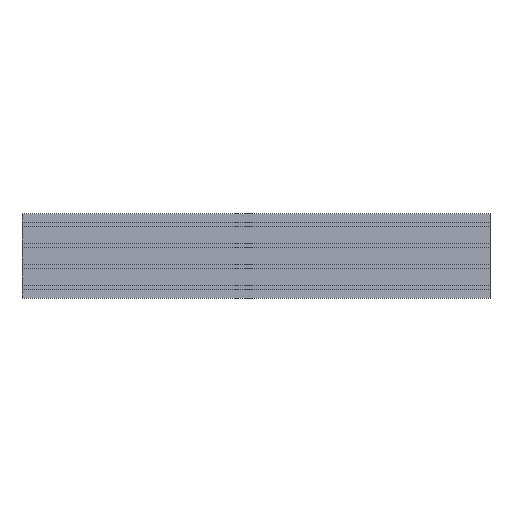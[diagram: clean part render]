
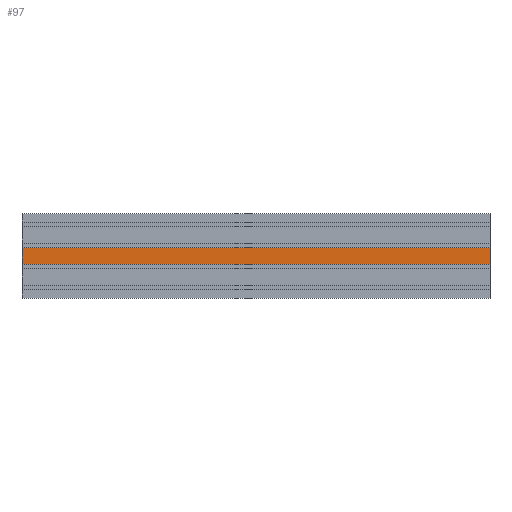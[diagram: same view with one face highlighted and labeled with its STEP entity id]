
A CAD part, top view. The second image highlights one B-rep face of the part: STEP entity #97.
In plain terms, the highlighted planar face has unit normal (0, 0, 1).
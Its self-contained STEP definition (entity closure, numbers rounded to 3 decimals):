
#97=ADVANCED_FACE('',(#238),#239,.T.);
#238=FACE_OUTER_BOUND('',#424,.T.);
#239=PLANE('',#425);
#424=EDGE_LOOP('',(#639,#640,#641,#642));
#425=AXIS2_PLACEMENT_3D('',#643,#644,#645);
#639=ORIENTED_EDGE('',*,*,#1181,.T.);
#640=ORIENTED_EDGE('',*,*,#1182,.F.);
#641=ORIENTED_EDGE('',*,*,#1183,.T.);
#642=ORIENTED_EDGE('',*,*,#1178,.T.);
#643=CARTESIAN_POINT('',(0.0,0.0,45.0));
#644=DIRECTION('',(0.0,0.0,1.0));
#645=DIRECTION('',(0.0,-1.0,0.0));
#1178=EDGE_CURVE('',#1420,#1418,#1421,.T.);
#1181=EDGE_CURVE('',#1418,#1424,#1425,.T.);
#1182=EDGE_CURVE('',#1426,#1424,#1427,.T.);
#1183=EDGE_CURVE('',#1426,#1420,#1428,.T.);
#1418=VERTEX_POINT('',#1768);
#1420=VERTEX_POINT('',#1771);
#1421=LINE('',#1772,#1773);
#1424=VERTEX_POINT('',#1777);
#1425=LINE('',#1778,#1779);
#1426=VERTEX_POINT('',#1780);
#1427=LINE('',#1781,#1782);
#1428=LINE('',#1783,#1784);
#1768=CARTESIAN_POINT('',(1000.0,-17.5,45.0));
#1771=CARTESIAN_POINT('',(0.0,-17.5,45.0));
#1772=CARTESIAN_POINT('',(0.0,-17.5,45.0));
#1773=VECTOR('',#2252,1.0);
#1777=CARTESIAN_POINT('',(1000.0,17.5,45.0));
#1778=CARTESIAN_POINT('',(1000.0,17.5,45.0));
#1779=VECTOR('',#2254,1.0);
#1780=CARTESIAN_POINT('',(0.0,17.5,45.0));
#1781=CARTESIAN_POINT('',(0.0,17.5,45.0));
#1782=VECTOR('',#2255,1.0);
#1783=CARTESIAN_POINT('',(0.0,17.5,45.0));
#1784=VECTOR('',#2256,1.0);
#2252=DIRECTION('',(1.0,0.0,0.0));
#2254=DIRECTION('',(0.0,1.0,0.0));
#2255=DIRECTION('',(1.0,0.0,0.0));
#2256=DIRECTION('',(0.0,-1.0,0.0));
